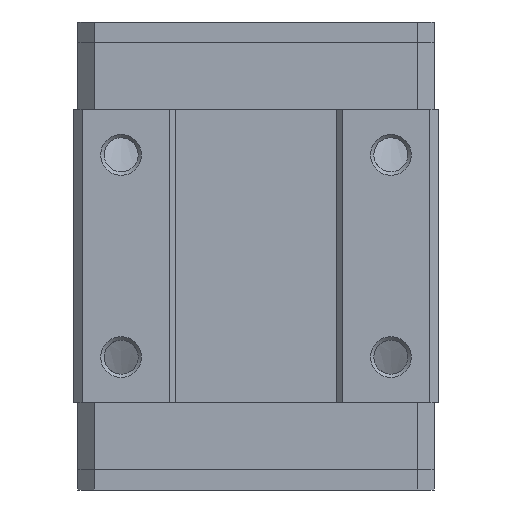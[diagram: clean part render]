
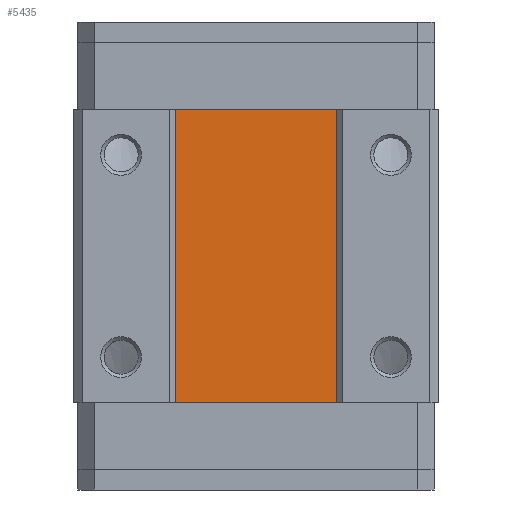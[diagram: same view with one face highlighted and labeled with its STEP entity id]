
A CAD part, front view. The second image highlights one B-rep face of the part: STEP entity #5435.
In plain terms, the highlighted planar face has unit normal (0, -1, 0).
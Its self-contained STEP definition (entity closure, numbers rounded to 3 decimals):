
#654=FACE_OUTER_BOUND('',#967,.T.);
#967=EDGE_LOOP('',(#4690,#4691,#4692,#4693));
#1463=LINE('',#9128,#2005);
#1464=LINE('',#9130,#2006);
#1465=LINE('',#9132,#2007);
#1466=LINE('',#9133,#2008);
#2005=VECTOR('',#7352,1.);
#2006=VECTOR('',#7353,1.);
#2007=VECTOR('',#7354,1.);
#2008=VECTOR('',#7355,1.);
#2540=VERTEX_POINT('',#9126);
#2541=VERTEX_POINT('',#9127);
#2542=VERTEX_POINT('',#9129);
#2543=VERTEX_POINT('',#9131);
#3277=EDGE_CURVE('',#2540,#2541,#1463,.T.);
#3278=EDGE_CURVE('',#2542,#2541,#1464,.T.);
#3279=EDGE_CURVE('',#2543,#2542,#1465,.T.);
#3280=EDGE_CURVE('',#2543,#2540,#1466,.T.);
#4690=ORIENTED_EDGE('',*,*,#3277,.T.);
#4691=ORIENTED_EDGE('',*,*,#3278,.F.);
#4692=ORIENTED_EDGE('',*,*,#3279,.F.);
#4693=ORIENTED_EDGE('',*,*,#3280,.T.);
#5161=PLANE('',#5945);
#5435=ADVANCED_FACE('',(#654),#5161,.T.);
#5945=AXIS2_PLACEMENT_3D('',#9125,#7350,#7351);
#7350=DIRECTION('center_axis',(0.,-1.,0.));
#7351=DIRECTION('ref_axis',(0.,0.,
1.));
#7352=DIRECTION('',(-1.,0.,0.));
#7353=DIRECTION('',(0.,0.,1.));
#7354=DIRECTION('',(-1.,0.,0.));
#7355=DIRECTION('',(0.,0.,1.));
#9125=CARTESIAN_POINT('Origin',(0.,-4.8,6.5));
#9126=CARTESIAN_POINT('',(6.,-4.8,33.55));
#9127=CARTESIAN_POINT('',(-6.,-4.8,33.55));
#9128=CARTESIAN_POINT('',(0.,-4.8,33.55));
#9129=CARTESIAN_POINT('',(-6.,-4.8,11.85));
#9130=CARTESIAN_POINT('',(-6.,-4.8,6.5));
#9131=CARTESIAN_POINT('',(6.,-4.8,11.85));
#9132=CARTESIAN_POINT('',(0.,-4.8,11.85));
#9133=CARTESIAN_POINT('',(6.,-4.8,6.5));
